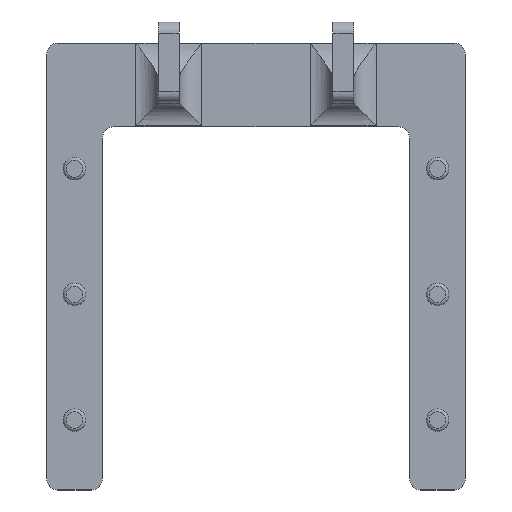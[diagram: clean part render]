
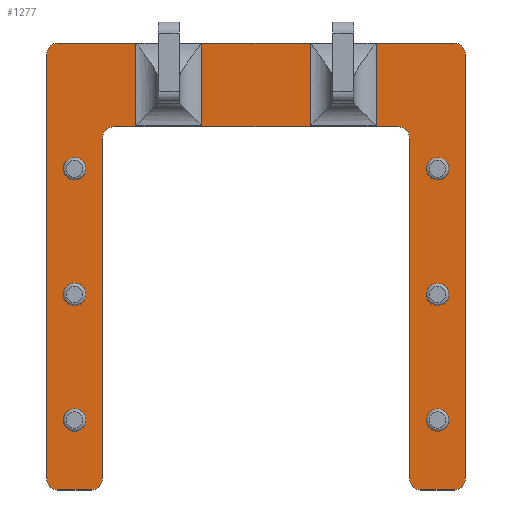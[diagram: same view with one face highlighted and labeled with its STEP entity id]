
A CAD part, top view. The second image highlights one B-rep face of the part: STEP entity #1277.
In plain terms, the highlighted planar face has unit normal (0, 0, 1).
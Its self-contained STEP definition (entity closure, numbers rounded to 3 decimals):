
#24=FACE_BOUND('',#205,.T.);
#25=FACE_BOUND('',#206,.T.);
#26=FACE_BOUND('',#207,.T.);
#27=FACE_BOUND('',#208,.T.);
#28=FACE_BOUND('',#209,.T.);
#29=FACE_BOUND('',#210,.T.);
#61=PLANE('',#1415);
#123=FACE_OUTER_BOUND('',#204,.T.);
#204=EDGE_LOOP('',(#1020,#1021,#1022,#1023,#1024,#1025,#1026,#1027,#1028,
#1029,#1030,#1031,#1032,#1033,#1034,#1035,#1036,#1037,#1038,#1039,#1040,
#1041,#1042,#1043));
#205=EDGE_LOOP('',(#1044));
#206=EDGE_LOOP('',(#1045));
#207=EDGE_LOOP('',(#1046));
#208=EDGE_LOOP('',(#1047));
#209=EDGE_LOOP('',(#1048));
#210=EDGE_LOOP('',(#1049));
#273=LINE('',#1984,#379);
#274=LINE('',#1999,#380);
#281=LINE('',#2014,#387);
#296=LINE('',#2059,#402);
#308=LINE('',#2131,#414);
#309=LINE('',#2133,#415);
#311=LINE('',#2148,#417);
#313=LINE('',#2167,#419);
#314=LINE('',#2170,#420);
#315=LINE('',#2174,#421);
#316=LINE('',#2178,#422);
#317=LINE('',#2182,#423);
#318=LINE('',#2185,#424);
#319=LINE('',#2186,#425);
#320=LINE('',#2187,#426);
#321=LINE('',#2188,#427);
#379=VECTOR('',#1549,10.);
#380=VECTOR('',#1552,10.);
#387=VECTOR('',#1569,10.);
#402=VECTOR('',#1620,10.);
#414=VECTOR('',#1706,10.);
#415=VECTOR('',#1709,10.);
#417=VECTOR('',#1713,10.);
#419=VECTOR('',#1721,10.);
#420=VECTOR('',#1724,10.);
#421=VECTOR('',#1727,10.);
#422=VECTOR('',#1730,10.);
#423=VECTOR('',#1733,10.);
#424=VECTOR('',#1736,10.);
#425=VECTOR('',#1737,10.);
#426=VECTOR('',#1738,10.);
#427=VECTOR('',#1739,10.);
#481=CIRCLE('',#1371,4.);
#490=CIRCLE('',#1388,2.5);
#491=CIRCLE('',#1390,2.5);
#493=CIRCLE('',#1393,4.);
#498=CIRCLE('',#1402,2.5);
#500=CIRCLE('',#1405,4.);
#502=CIRCLE('',#1408,4.);
#503=CIRCLE('',#1416,4.);
#504=CIRCLE('',#1417,4.);
#505=CIRCLE('',#1418,4.);
#506=CIRCLE('',#1419,4.);
#507=CIRCLE('',#1420,2.5);
#508=CIRCLE('',#1421,2.5);
#509=CIRCLE('',#1422,2.5);
#565=VERTEX_POINT('',#1971);
#566=VERTEX_POINT('',#1982);
#567=VERTEX_POINT('',#1986);
#569=VERTEX_POINT('',#1998);
#582=VERTEX_POINT('',#2052);
#583=VERTEX_POINT('',#2054);
#584=VERTEX_POINT('',#2058);
#592=VERTEX_POINT('',#2084);
#593=VERTEX_POINT('',#2088);
#596=VERTEX_POINT('',#2095);
#597=VERTEX_POINT('',#2097);
#601=VERTEX_POINT('',#2111);
#603=VERTEX_POINT('',#2117);
#606=VERTEX_POINT('',#2124);
#607=VERTEX_POINT('',#2126);
#608=VERTEX_POINT('',#2136);
#609=VERTEX_POINT('',#2147);
#610=VERTEX_POINT('',#2151);
#613=VERTEX_POINT('',#2165);
#614=VERTEX_POINT('',#2169);
#615=VERTEX_POINT('',#2171);
#616=VERTEX_POINT('',#2173);
#617=VERTEX_POINT('',#2175);
#618=VERTEX_POINT('',#2177);
#619=VERTEX_POINT('',#2179);
#620=VERTEX_POINT('',#2181);
#621=VERTEX_POINT('',#2183);
#622=VERTEX_POINT('',#2189);
#623=VERTEX_POINT('',#2191);
#624=VERTEX_POINT('',#2193);
#691=EDGE_CURVE('',#565,#566,#273,.T.);
#693=EDGE_CURVE('',#569,#567,#274,.T.);
#702=EDGE_CURVE('',#566,#569,#281,.T.);
#721=EDGE_CURVE('',#583,#582,#481,.T.);
#723=EDGE_CURVE('',#583,#584,#296,.T.);
#735=EDGE_CURVE('',#592,#592,#490,.T.);
#737=EDGE_CURVE('',#593,#593,#491,.T.);
#740=EDGE_CURVE('',#597,#596,#493,.T.);
#747=EDGE_CURVE('',#601,#601,#498,.T.);
#749=EDGE_CURVE('',#603,#584,#500,.T.);
#753=EDGE_CURVE('',#607,#606,#502,.T.);
#756=EDGE_CURVE('',#607,#596,#308,.T.);
#757=EDGE_CURVE('',#603,#606,#309,.T.);
#760=EDGE_CURVE('',#608,#609,#311,.T.);
#765=EDGE_CURVE('',#613,#610,#313,.T.);
#766=EDGE_CURVE('',#608,#614,#314,.T.);
#767=EDGE_CURVE('',#615,#614,#503,.T.);
#768=EDGE_CURVE('',#615,#616,#315,.T.);
#769=EDGE_CURVE('',#617,#616,#504,.T.);
#770=EDGE_CURVE('',#617,#618,#316,.T.);
#771=EDGE_CURVE('',#619,#618,#505,.T.);
#772=EDGE_CURVE('',#619,#620,#317,.T.);
#773=EDGE_CURVE('',#621,#620,#506,.T.);
#774=EDGE_CURVE('',#621,#597,#318,.T.);
#775=EDGE_CURVE('',#565,#582,#319,.T.);
#776=EDGE_CURVE('',#567,#610,#320,.T.);
#777=EDGE_CURVE('',#609,#613,#321,.T.);
#778=EDGE_CURVE('',#622,#622,#507,.T.);
#779=EDGE_CURVE('',#623,#623,#508,.T.);
#780=EDGE_CURVE('',#624,#624,#509,.T.);
#1020=ORIENTED_EDGE('',*,*,#760,.F.);
#1021=ORIENTED_EDGE('',*,*,#766,.T.);
#1022=ORIENTED_EDGE('',*,*,#767,.F.);
#1023=ORIENTED_EDGE('',*,*,#768,.T.);
#1024=ORIENTED_EDGE('',*,*,#769,.F.);
#1025=ORIENTED_EDGE('',*,*,#770,.T.);
#1026=ORIENTED_EDGE('',*,*,#771,.F.);
#1027=ORIENTED_EDGE('',*,*,#772,.T.);
#1028=ORIENTED_EDGE('',*,*,#773,.F.);
#1029=ORIENTED_EDGE('',*,*,#774,.T.);
#1030=ORIENTED_EDGE('',*,*,#740,.T.);
#1031=ORIENTED_EDGE('',*,*,#756,.F.);
#1032=ORIENTED_EDGE('',*,*,#753,.T.);
#1033=ORIENTED_EDGE('',*,*,#757,.F.);
#1034=ORIENTED_EDGE('',*,*,#749,.T.);
#1035=ORIENTED_EDGE('',*,*,#723,.F.);
#1036=ORIENTED_EDGE('',*,*,#721,.T.);
#1037=ORIENTED_EDGE('',*,*,#775,.F.);
#1038=ORIENTED_EDGE('',*,*,#691,.T.);
#1039=ORIENTED_EDGE('',*,*,#702,.T.);
#1040=ORIENTED_EDGE('',*,*,#693,.T.);
#1041=ORIENTED_EDGE('',*,*,#776,.T.);
#1042=ORIENTED_EDGE('',*,*,#765,.F.);
#1043=ORIENTED_EDGE('',*,*,#777,.F.);
#1044=ORIENTED_EDGE('',*,*,#747,.F.);
#1045=ORIENTED_EDGE('',*,*,#737,.F.);
#1046=ORIENTED_EDGE('',*,*,#735,.F.);
#1047=ORIENTED_EDGE('',*,*,#778,.T.);
#1048=ORIENTED_EDGE('',*,*,#779,.T.);
#1049=ORIENTED_EDGE('',*,*,#780,.T.);
#1277=ADVANCED_FACE('',(#123,#24,#25,#26,#27,#28,#29),#61,.T.);
#1371=AXIS2_PLACEMENT_3D('',#2055,#1615,#1616);
#1388=AXIS2_PLACEMENT_3D('',#2086,#1654,#1655);
#1390=AXIS2_PLACEMENT_3D('',#2090,#1659,#1660);
#1393=AXIS2_PLACEMENT_3D('',#2098,#1666,#1667);
#1402=AXIS2_PLACEMENT_3D('',#2113,#1686,#1687);
#1405=AXIS2_PLACEMENT_3D('',#2118,#1692,#1693);
#1408=AXIS2_PLACEMENT_3D('',#2127,#1700,#1701);
#1415=AXIS2_PLACEMENT_3D('',#2168,#1722,#1723);
#1416=AXIS2_PLACEMENT_3D('',#2172,#1725,#1726);
#1417=AXIS2_PLACEMENT_3D('',#2176,#1728,#1729);
#1418=AXIS2_PLACEMENT_3D('',#2180,#1731,#1732);
#1419=AXIS2_PLACEMENT_3D('',#2184,#1734,#1735);
#1420=AXIS2_PLACEMENT_3D('',#2190,#1740,#1741);
#1421=AXIS2_PLACEMENT_3D('',#2192,#1742,#1743);
#1422=AXIS2_PLACEMENT_3D('',#2194,#1744,#1745);
#1549=DIRECTION('',(0.,-1.,0.));
#1552=DIRECTION('',(0.,1.,0.));
#1569=DIRECTION('',(-1.,0.,0.));
#1615=DIRECTION('center_axis',(0.,0.,1.));
#1616=DIRECTION('ref_axis',(0.707,0.707,0.));
#1620=DIRECTION('',(0.,-1.,0.));
#1654=DIRECTION('center_axis',(0.,0.,1.));
#1655=DIRECTION('ref_axis',(-1.,0.,0.));
#1659=DIRECTION('center_axis',(0.,0.,1.));
#1660=DIRECTION('ref_axis',(-1.,0.,0.));
#1666=DIRECTION('center_axis',(0.,0.,-1.));
#1667=DIRECTION('ref_axis',(0.707,0.707,0.));
#1686=DIRECTION('center_axis',(0.,0.,1.));
#1687=DIRECTION('ref_axis',(-1.,0.,0.));
#1692=DIRECTION('center_axis',(0.,0.,1.));
#1693=DIRECTION('ref_axis',(0.707,-0.707,0.));
#1700=DIRECTION('center_axis',(0.,0.,1.));
#1701=DIRECTION('ref_axis',(-0.707,-0.707,0.));
#1706=DIRECTION('',(0.,1.,0.));
#1709=DIRECTION('',(-1.,0.,0.));
#1713=DIRECTION('',(0.,-1.,0.));
#1721=DIRECTION('',(0.,1.,0.));
#1722=DIRECTION('center_axis',(0.,0.,1.));
#1723=DIRECTION('ref_axis',(0.,1.,0.));
#1724=DIRECTION('',(-1.,0.,0.));
#1725=DIRECTION('center_axis',(0.,0.,-1.));
#1726=DIRECTION('ref_axis',(-0.707,0.707,0.));
#1727=DIRECTION('',(0.,-1.,0.));
#1728=DIRECTION('center_axis',(0.,0.,-1.));
#1729=DIRECTION('ref_axis',(-0.707,-0.707,0.));
#1730=DIRECTION('',(1.,0.,0.));
#1731=DIRECTION('center_axis',(0.,0.,-1.));
#1732=DIRECTION('ref_axis',(0.707,-0.707,0.));
#1733=DIRECTION('',(0.,1.,0.));
#1734=DIRECTION('center_axis',(0.,0.,1.));
#1735=DIRECTION('ref_axis',(-0.707,0.707,0.));
#1736=DIRECTION('',(1.,0.,0.));
#1737=DIRECTION('',(1.,0.,0.));
#1738=DIRECTION('',(-1.,0.,0.));
#1739=DIRECTION('',(1.,0.,0.));
#1740=DIRECTION('center_axis',(0.,0.,-1.));
#1741=DIRECTION('ref_axis',(1.,0.,0.));
#1742=DIRECTION('center_axis',(0.,0.,-1.));
#1743=DIRECTION('ref_axis',(1.,0.,0.));
#1744=DIRECTION('center_axis',(0.,0.,-1.));
#1745=DIRECTION('ref_axis',(1.,0.,0.));
#1971=CARTESIAN_POINT('',(118.,160.,5.));
#1982=CARTESIAN_POINT('',(118.,130.5,5.));
#1984=CARTESIAN_POINT('',(118.,110.625,5.));
#1986=CARTESIAN_POINT('',(94.5,160.,5.));
#1998=CARTESIAN_POINT('',(94.5,130.5,5.));
#1999=CARTESIAN_POINT('',(94.5,110.625,5.));
#2014=CARTESIAN_POINT('',(123.125,130.5,5.));
#2052=CARTESIAN_POINT('',(146.,160.,5.));
#2054=CARTESIAN_POINT('',(150.,156.,5.));
#2055=CARTESIAN_POINT('Origin',(146.,156.,5.));
#2058=CARTESIAN_POINT('',(150.,4.,5.));
#2059=CARTESIAN_POINT('',(150.,75.,5.));
#2084=CARTESIAN_POINT('',(142.5,70.,5.));
#2086=CARTESIAN_POINT('Origin',(140.,70.,5.));
#2088=CARTESIAN_POINT('',(142.5,115.,5.));
#2090=CARTESIAN_POINT('Origin',(140.,115.,5.));
#2095=CARTESIAN_POINT('',(130.,126.,5.));
#2097=CARTESIAN_POINT('',(126.,130.,5.));
#2098=CARTESIAN_POINT('Origin',(126.,126.,5.));
#2111=CARTESIAN_POINT('',(142.5,25.,5.));
#2113=CARTESIAN_POINT('Origin',(140.,25.,5.));
#2117=CARTESIAN_POINT('',(146.,0.,5.));
#2118=CARTESIAN_POINT('Origin',(146.,4.,5.));
#2124=CARTESIAN_POINT('',(134.,0.,5.));
#2126=CARTESIAN_POINT('',(130.,4.,5.));
#2127=CARTESIAN_POINT('Origin',(134.,4.,5.));
#2131=CARTESIAN_POINT('',(130.,75.,5.));
#2133=CARTESIAN_POINT('',(140.,0.,5.));
#2136=CARTESIAN_POINT('',(32.,160.,5.));
#2147=CARTESIAN_POINT('',(32.,130.5,5.));
#2148=CARTESIAN_POINT('',(32.,110.625,5.));
#2151=CARTESIAN_POINT('',(55.5,160.,5.));
#2165=CARTESIAN_POINT('',(55.5,130.5,5.));
#2167=CARTESIAN_POINT('',(55.5,110.625,5.));
#2168=CARTESIAN_POINT('Origin',(10.,75.,5.));
#2169=CARTESIAN_POINT('',(4.,160.,5.));
#2170=CARTESIAN_POINT('',(10.,160.,5.));
#2171=CARTESIAN_POINT('',(0.,156.,5.));
#2172=CARTESIAN_POINT('Origin',(4.,156.,5.));
#2173=CARTESIAN_POINT('',(0.,4.,5.));
#2174=CARTESIAN_POINT('',(0.,75.,5.));
#2175=CARTESIAN_POINT('',(4.,0.,5.));
#2176=CARTESIAN_POINT('Origin',(4.,4.,5.));
#2177=CARTESIAN_POINT('',(16.,0.,5.));
#2178=CARTESIAN_POINT('',(10.,0.,5.));
#2179=CARTESIAN_POINT('',(20.,4.,5.));
#2180=CARTESIAN_POINT('Origin',(16.,4.,5.));
#2181=CARTESIAN_POINT('',(20.,126.,5.));
#2182=CARTESIAN_POINT('',(20.,75.,5.));
#2183=CARTESIAN_POINT('',(24.,130.,5.));
#2184=CARTESIAN_POINT('Origin',(24.,126.,5.));
#2185=CARTESIAN_POINT('',(47.5,130.,5.));
#2186=CARTESIAN_POINT('',(140.,160.,5.));
#2187=CARTESIAN_POINT('',(10.,160.,5.));
#2188=CARTESIAN_POINT('',(26.875,130.5,5.));
#2189=CARTESIAN_POINT('',(7.5,70.,5.));
#2190=CARTESIAN_POINT('Origin',(10.,70.,5.));
#2191=CARTESIAN_POINT('',(7.5,115.,5.));
#2192=CARTESIAN_POINT('Origin',(10.,115.,5.));
#2193=CARTESIAN_POINT('',(7.5,25.,5.));
#2194=CARTESIAN_POINT('Origin',(10.,25.,5.));
